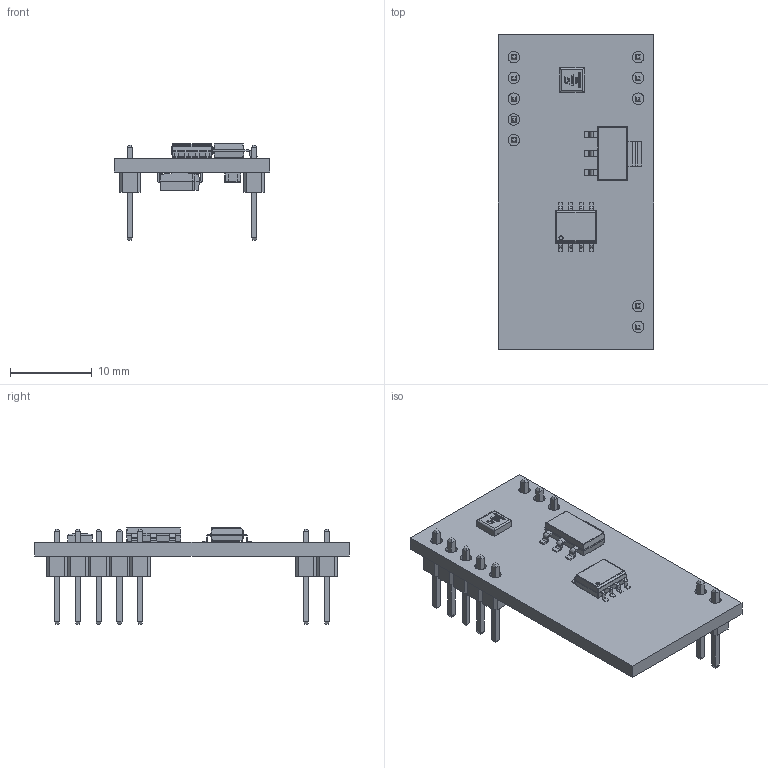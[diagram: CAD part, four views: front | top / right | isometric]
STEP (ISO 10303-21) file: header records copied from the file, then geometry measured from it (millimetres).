
FILE_DESCRIPTION(('Open CASCADE Model'),'2;1');
FILE_NAME('Open CASCADE Shape Model','2022-08-22T10:43:30',('Author'),( 'Open CASCADE'),'Open CASCADE STEP processor 6.8','Open CASCADE 6.8' ,'Unknown');
FILE_SCHEMA(('AUTOMOTIVE_DESIGN { 1 0 10303 214 1 1 1 1 }'));
Length unit declared in the file: millimetre
Products named in the file (28): PCB; Board; Open CASCADE STEP translator 6.8 7.1.1; U?; 6313944144; Open_CASCADE_STEP_translator_6.8_14.1; Body; Open_CASCADE_STEP_translator_6.8_14.2.1; Leader; LGA-16; 8937281584; Open_CASCADE_STEP_translator_6.8_36.1.1; Lead; Tab; D?; User_Library-DO-214AC(SMA); C?; Ceramic_Capacitor_0805_h50mil; Pin1; Pin2; CeramicBody; Free-Models; 1x1_TH_Vert_100mil
Assembly tree (63 placements, depth 5):
  PCB
    Board
      Open CASCADE STEP translator 6.8 7.1.1
    U?
      6313944144
        Open_CASCADE_STEP_translator_6.8_14.1
        Body
          Open_CASCADE_STEP_translator_6.8_14.2.1
        Leader  x8
    U?
      LGA-16
    U?
      8937281584
        Body
          Open_CASCADE_STEP_translator_6.8_36.1.1
        Lead  x3
        Tab
    D?
      User_Library-DO-214AC(SMA)
    C?
      Ceramic_Capacitor_0805_h50mil
        Pin1
        Pin2
        CeramicBody
    Free-Models
      1x1_TH_Vert_100mil  x10
      1x1_TH_Vert_100mil  x10
      1x1_TH_Vert_100mil  x10
Bounding box: 19 x 38.5 x 11.87 mm (x, y, z)
Volume: 1531.8 mm3; surface area: 2689.4 mm2
Topology: 50 solids, 51 shells, 1406 faces, 3286 edges, 2023 vertices
Faces by surface type: plane 953, bspline 281, cylinder 146, sphere 26
Full cylindrical faces by diameter (mm): 0.5 x1, 1.4 x10
Entity records: 43837 total; most frequent: CARTESIAN_POINT 21921, ORIENTED_EDGE 4575, DIRECTION 3273, EDGE_CURVE 2288, LINE 1501, VECTOR 1501, VERTEX_POINT 1447, FACE_BOUND 1026
